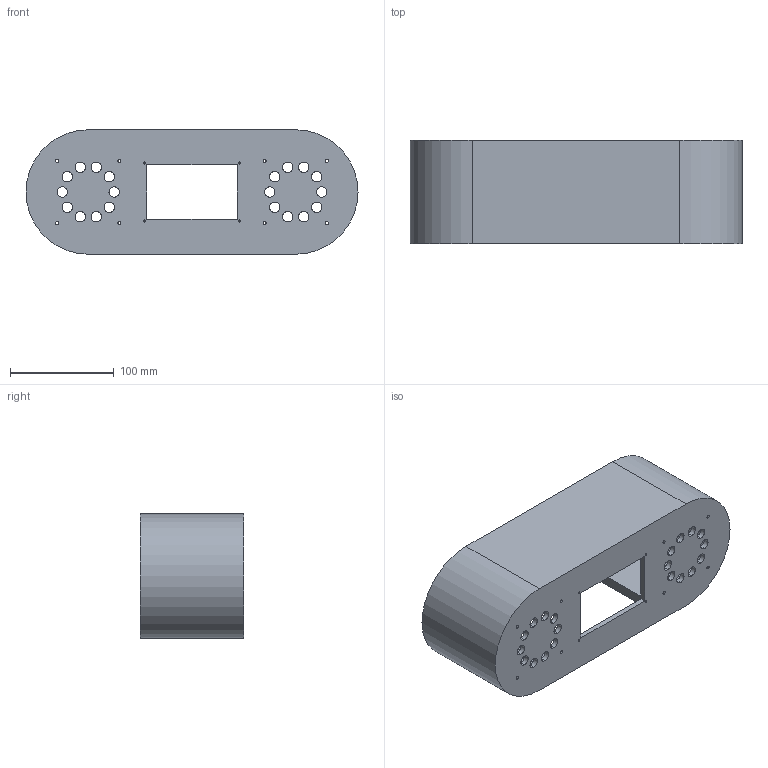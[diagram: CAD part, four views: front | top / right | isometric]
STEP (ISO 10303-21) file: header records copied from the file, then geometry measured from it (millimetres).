
FILE_DESCRIPTION (( 'STEP AP214' ), '1' );
FILE_NAME ('Front-case.STEP', '2022-07-18T00:38:38', ( '' ), ( '' ), 'SwSTEP 2.0', 'SolidWorks 2021', '' );
FILE_SCHEMA (( 'AUTOMOTIVE_DESIGN' ));
Length unit declared in the file: centimetre
Products named in the file (1): Front-case
Bounding box: 320 x 100 x 120 mm (x, y, z)
Volume: 631312 mm3; surface area: 192581.9 mm2
Topology: 1 solids, 1 shells, 104 faces, 290 edges, 192 vertices
Faces by surface type: cylinder 76, plane 28
Entity records: 3580 total; most frequent: DIRECTION 652, CARTESIAN_POINT 587, ORIENTED_EDGE 580, EDGE_CURVE 290, AXIS2_PLACEMENT_3D 257, VERTEX_POINT 192, EDGE_LOOP 174, CIRCLE 152
